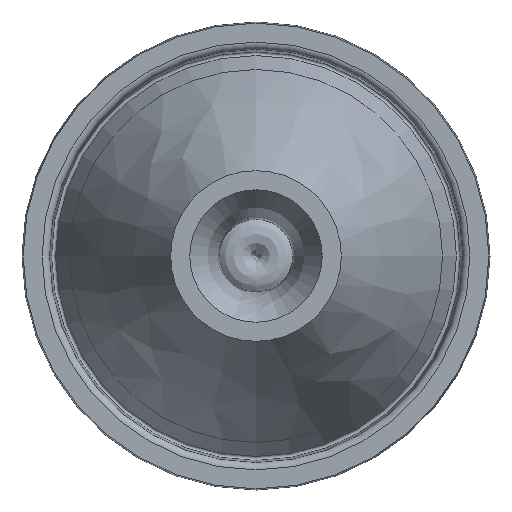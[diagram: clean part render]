
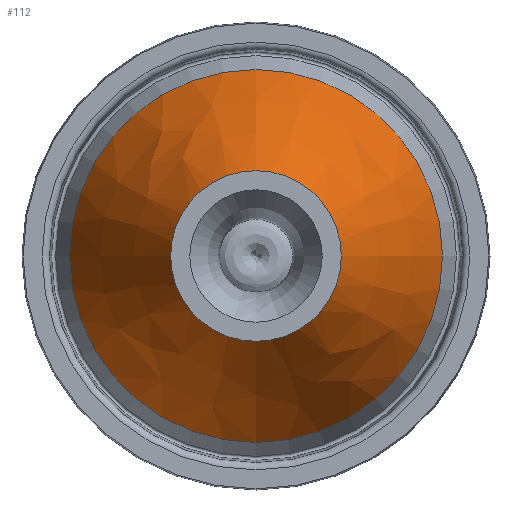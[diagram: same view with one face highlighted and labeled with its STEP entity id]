
A CAD part, front view. The second image highlights one B-rep face of the part: STEP entity #112.
In plain terms, the highlighted free-form (B-spline) face has degree [3, 3] with [4, 7] control points.
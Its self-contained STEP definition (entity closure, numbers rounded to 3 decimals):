
#112=ADVANCED_FACE('',(#154,#155),#156,.T.);
#154=FACE_OUTER_BOUND('',#267,.T.);
#155=FACE_OUTER_BOUND('',#268,.T.);
#156=(B_SPLINE_SURFACE(3,3,((#270,#271,#272,#273,#274,#275,#276),(#277,#278,#279,#280,#281,#282,#283),(#284,#285,#286,#287,#288,#289,#290),(#291,#292,#293,#294,#295,#296,#297)),.UNSPECIFIED.,.F.,.T.,.F.)B_SPLINE_SURFACE_WITH_KNOTS((4,4),(4,3,4),(0.0,6.283),(0.388,0.465,0.541),.UNSPECIFIED.)RATIONAL_B_SPLINE_SURFACE(((1.0,0.333,0.333,1.0,0.333,0.333,1.0),(0.998,0.333,0.333,0.998,0.333,0.333,0.998),(0.998,0.333,0.333,0.998,0.333,0.333,0.998),(1.0,0.333,0.333,1.0,0.333,0.333,1.0)))BOUNDED_SURFACE()REPRESENTATION_ITEM('')GEOMETRIC_REPRESENTATION_ITEM()SURFACE());
#267=EDGE_LOOP('',(#366));
#268=EDGE_LOOP('',(#367));
#270=CARTESIAN_POINT('',(0.0,0.,-5.953));
#271=CARTESIAN_POINT('',(11.905,0.,-5.953));
#272=CARTESIAN_POINT('',(11.905,0.,5.953));
#273=CARTESIAN_POINT('',(0.0,0.,5.953));
#274=CARTESIAN_POINT('',(-11.905,0.,5.953));
#275=CARTESIAN_POINT('',(-11.905,0.,-5.953));
#276=CARTESIAN_POINT('',(0.0,0.,-5.953));
#277=CARTESIAN_POINT('',(0.0,4.502,-8.66));
#278=CARTESIAN_POINT('',(17.32,4.502,-8.66));
#279=CARTESIAN_POINT('',(17.32,4.502,8.66));
#280=CARTESIAN_POINT('',(0.0,4.502,8.66));
#281=CARTESIAN_POINT('',(-17.32,4.502,8.66));
#282=CARTESIAN_POINT('',(-17.32,4.502,-8.66));
#283=CARTESIAN_POINT('',(0.0,4.502,-8.66));
#284=CARTESIAN_POINT('',(0.0,9.198,-11.015));
#285=CARTESIAN_POINT('',(22.029,9.198,-11.015));
#286=CARTESIAN_POINT('',(22.029,9.198,11.015));
#287=CARTESIAN_POINT('',(0.0,9.198,11.015));
#288=CARTESIAN_POINT('',(-22.029,9.198,11.015));
#289=CARTESIAN_POINT('',(-22.029,9.198,-11.015));
#290=CARTESIAN_POINT('',(0.0,9.198,-11.015));
#291=CARTESIAN_POINT('',(0.0,14.06,-13.003));
#292=CARTESIAN_POINT('',(26.007,14.06,-13.003));
#293=CARTESIAN_POINT('',(26.007,14.06,13.003));
#294=CARTESIAN_POINT('',(0.0,14.06,13.003));
#295=CARTESIAN_POINT('',(-26.007,14.06,13.003));
#296=CARTESIAN_POINT('',(-26.007,14.06,-13.003));
#297=CARTESIAN_POINT('',(0.0,14.06,-13.003));
#366=ORIENTED_EDGE('',*,*,#388,.T.);
#367=ORIENTED_EDGE('',*,*,#387,.F.);
#387=EDGE_CURVE('',#413,#413,#414,.T.);
#388=EDGE_CURVE('',#415,#415,#416,.T.);
#413=VERTEX_POINT('',#441);
#414=CIRCLE('',#442,5.953);
#415=VERTEX_POINT('',#443);
#416=CIRCLE('',#444,13.003);
#441=CARTESIAN_POINT('',(0.0,0.,-5.953));
#442=AXIS2_PLACEMENT_3D('',#481,#482,#483);
#443=CARTESIAN_POINT('',(0.0,14.06,-13.003));
#444=AXIS2_PLACEMENT_3D('',#484,#485,#486);
#481=CARTESIAN_POINT('',(0.0,0.,0.0));
#482=DIRECTION('',(0.0,-1.0,0.0));
#483=DIRECTION('',(0.0,0.0,-1.0));
#484=CARTESIAN_POINT('',(0.0,14.06,0.0));
#485=DIRECTION('',(0.0,-1.0,0.0));
#486=DIRECTION('',(0.0,0.0,-1.0));
